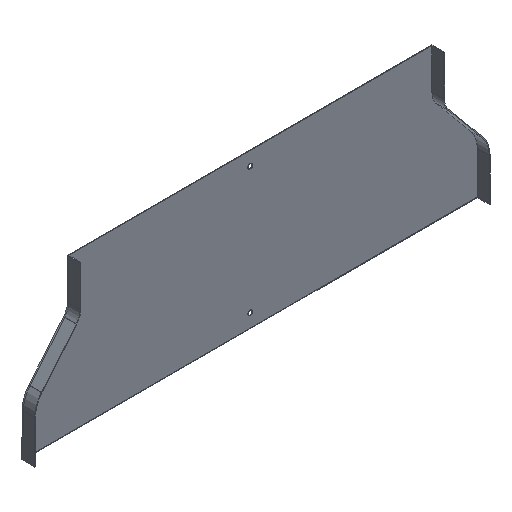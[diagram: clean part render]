
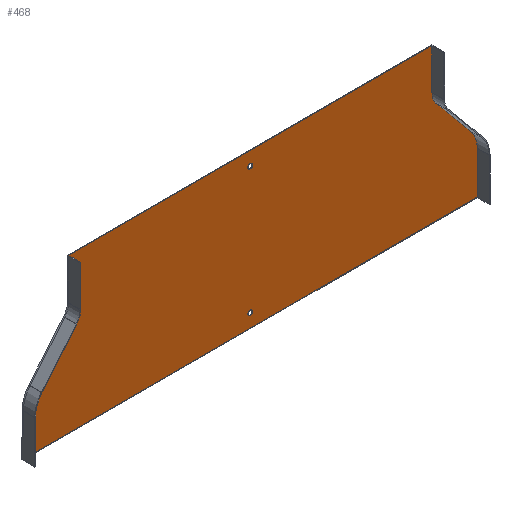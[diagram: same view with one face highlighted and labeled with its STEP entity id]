
A CAD part, isometric view. The second image highlights one B-rep face of the part: STEP entity #468.
In plain terms, the highlighted planar face has unit normal (0, -1, 0).
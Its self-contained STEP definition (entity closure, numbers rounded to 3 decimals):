
#6 = VERTEX_POINT ( 'NONE', #795 ) ;
#38 = VERTEX_POINT ( 'NONE', #747 ) ;
#40 = VERTEX_POINT ( 'NONE', #746 ) ;
#41 = VERTEX_POINT ( 'NONE', #755 ) ;
#42 = VERTEX_POINT ( 'NONE', #745 ) ;
#45 = VERTEX_POINT ( 'NONE', #742 ) ;
#46 = VERTEX_POINT ( 'NONE', #740 ) ;
#50 = VERTEX_POINT ( 'NONE', #734 ) ;
#52 = VERTEX_POINT ( 'NONE', #727 ) ;
#53 = VERTEX_POINT ( 'NONE', #725 ) ;
#54 = VERTEX_POINT ( 'NONE', #642 ) ;
#125 = ORIENTED_EDGE ( 'NONE', *, *, #619, .T. ) ;
#126 = ORIENTED_EDGE ( 'NONE', *, *, #618, .T. ) ;
#127 = ORIENTED_EDGE ( 'NONE', *, *, #617, .T. ) ;
#128 = ORIENTED_EDGE ( 'NONE', *, *, #981, .F. ) ;
#129 = ORIENTED_EDGE ( 'NONE', *, *, #616, .T. ) ;
#130 = ORIENTED_EDGE ( 'NONE', *, *, #615, .T. ) ;
#131 = ORIENTED_EDGE ( 'NONE', *, *, #614, .T. ) ;
#132 = ORIENTED_EDGE ( 'NONE', *, *, #613, .T. ) ;
#133 = ORIENTED_EDGE ( 'NONE', *, *, #612, .T. ) ;
#134 = ORIENTED_EDGE ( 'NONE', *, *, #508, .F. ) ;
#135 = ORIENTED_EDGE ( 'NONE', *, *, #611, .T. ) ;
#136 = ORIENTED_EDGE ( 'NONE', *, *, #610, .T. ) ;
#137 = ORIENTED_EDGE ( 'NONE', *, *, #609, .T. ) ;
#138 = ORIENTED_EDGE ( 'NONE', *, *, #608, .T. ) ;
#207 = EDGE_LOOP ( 'NONE', ( #136, #135, #134, #133, #132, #131, #130, #129, #128, #127, #126, #125 ) ) ;
#210 = EDGE_LOOP ( 'NONE', ( #137 ) ) ;
#225 = EDGE_LOOP ( 'NONE', ( #138 ) ) ;
#242 = FACE_BOUND ( 'NONE', #225, .T. ) ;
#249 = FACE_OUTER_BOUND ( 'NONE', #207, .T. ) ;
#251 = FACE_BOUND ( 'NONE', #210, .T. ) ;
#311 = LINE ( 'NONE', #833, #318 ) ;
#318 = VECTOR ( 'NONE', #820, 1000. ) ;
#369 = LINE ( 'NONE', #683, #381 ) ;
#376 = LINE ( 'NONE', #677, #383 ) ;
#378 = CIRCLE ( 'NONE', #570, 2.5 ) ;
#379 = CIRCLE ( 'NONE', #571, 2.5 ) ;
#380 = CIRCLE ( 'NONE', #572, 18.8 ) ;
#381 = VECTOR ( 'NONE', #698, 1000. ) ;
#382 = CIRCLE ( 'NONE', #573, 18.8 ) ;
#383 = VECTOR ( 'NONE', #676, 1000. ) ;
#384 = LINE ( 'NONE', #709, #386 ) ;
#385 = CIRCLE ( 'NONE', #574, 31.2 ) ;
#386 = VECTOR ( 'NONE', #689, 1000. ) ;
#387 = LINE ( 'NONE', #675, #389 ) ;
#388 = LINE ( 'NONE', #660, #391 ) ;
#389 = VECTOR ( 'NONE', #674, 1000. ) ;
#390 = CIRCLE ( 'NONE', #575, 31.2 ) ;
#391 = VECTOR ( 'NONE', #656, 1000. ) ;
#392 = LINE ( 'NONE', #667, #394 ) ;
#394 = VECTOR ( 'NONE', #666, 1000. ) ;
#402 = LINE ( 'NONE', #654, #404 ) ;
#404 = VECTOR ( 'NONE', #657, 1000. ) ;
#406 = VERTEX_POINT ( 'NONE', #658 ) ;
#407 = VERTEX_POINT ( 'NONE', #659 ) ;
#451 = VERTEX_POINT ( 'NONE', #721 ) ;
#468 = ADVANCED_FACE ( 'NONE', ( #242, #251, #249 ), #942, .F. ) ;
#508 = EDGE_CURVE ( 'NONE', #451, #6, #311, .T. ) ;
#539 = AXIS2_PLACEMENT_3D ( 'NONE', #943, #950, #940 ) ;
#570 = AXIS2_PLACEMENT_3D ( 'NONE', #697, #694, #691 ) ;
#571 = AXIS2_PLACEMENT_3D ( 'NONE', #687, #685, #684 ) ;
#572 = AXIS2_PLACEMENT_3D ( 'NONE', #682, #681, #678 ) ;
#573 = AXIS2_PLACEMENT_3D ( 'NONE', #672, #670, #669 ) ;
#574 = AXIS2_PLACEMENT_3D ( 'NONE', #665, #664, #662 ) ;
#575 = AXIS2_PLACEMENT_3D ( 'NONE', #647, #646, #645 ) ;
#608 = EDGE_CURVE ( 'NONE', #406, #406, #378, .T. ) ;
#609 = EDGE_CURVE ( 'NONE', #407, #407, #379, .T. ) ;
#610 = EDGE_CURVE ( 'NONE', #46, #52, #380, .T. ) ;
#611 = EDGE_CURVE ( 'NONE', #52, #6, #369, .T. ) ;
#612 = EDGE_CURVE ( 'NONE', #451, #50, #376, .T. ) ;
#613 = EDGE_CURVE ( 'NONE', #50, #42, #382, .T. ) ;
#614 = EDGE_CURVE ( 'NONE', #42, #41, #384, .T. ) ;
#615 = EDGE_CURVE ( 'NONE', #41, #40, #385, .T. ) ;
#616 = EDGE_CURVE ( 'NONE', #40, #53, #387, .T. ) ;
#617 = EDGE_CURVE ( 'NONE', #54, #45, #388, .T. ) ;
#618 = EDGE_CURVE ( 'NONE', #45, #38, #390, .T. ) ;
#619 = EDGE_CURVE ( 'NONE', #38, #46, #392, .T. ) ;
#642 = CARTESIAN_POINT ( 'NONE',  ( 250.2, 0., -170. ) ) ;
#645 = DIRECTION ( 'NONE',  ( 0., 0., 1. ) ) ;
#646 = DIRECTION ( 'NONE',  ( 0., -1., 0. ) ) ;
#647 = CARTESIAN_POINT ( 'NONE',  ( 219., 0., -122.965 ) ) ;
#654 = CARTESIAN_POINT ( 'NONE',  ( -251., 0., -170. ) ) ;
#656 = DIRECTION ( 'NONE',  ( 0., 0., 1. ) ) ;
#657 = DIRECTION ( 'NONE',  ( -1., 0., 0. ) ) ;
#658 = CARTESIAN_POINT ( 'NONE',  ( 0., 0., -12.5 ) ) ;
#659 = CARTESIAN_POINT ( 'NONE',  ( 0., 0., -152.5 ) ) ;
#660 = CARTESIAN_POINT ( 'NONE',  ( 250.2, 0., -44.863 ) ) ;
#662 = DIRECTION ( 'NONE',  ( 0., 0., 1. ) ) ;
#664 = DIRECTION ( 'NONE',  ( 0., -1., 0. ) ) ;
#665 = CARTESIAN_POINT ( 'NONE',  ( -219., 0., -122.965 ) ) ;
#666 = DIRECTION ( 'NONE',  ( -0.64, 0., 0.768 ) ) ;
#667 = CARTESIAN_POINT ( 'NONE',  ( 25.049, 0., 158.512 ) ) ;
#669 = DIRECTION ( 'NONE',  ( 0., 0., 1. ) ) ;
#670 = DIRECTION ( 'NONE',  ( 0., 1., 0. ) ) ;
#672 = CARTESIAN_POINT ( 'NONE',  ( -219., 0., -44.863 ) ) ;
#674 = DIRECTION ( 'NONE',  ( 0., 0., -1. ) ) ;
#675 = CARTESIAN_POINT ( 'NONE',  ( -250.2, 0., -44.863 ) ) ;
#676 = DIRECTION ( 'NONE',  ( 0., 0., -1. ) ) ;
#677 = CARTESIAN_POINT ( 'NONE',  ( -200.2, 0., -44.863 ) ) ;
#678 = DIRECTION ( 'NONE',  ( 0., 0., 1. ) ) ;
#681 = DIRECTION ( 'NONE',  ( 0., 1., 0. ) ) ;
#682 = CARTESIAN_POINT ( 'NONE',  ( 219., 0., -44.863 ) ) ;
#683 = CARTESIAN_POINT ( 'NONE',  ( 200.2, 0., -44.863 ) ) ;
#684 = DIRECTION ( 'NONE',  ( 0., 0., 1. ) ) ;
#685 = DIRECTION ( 'NONE',  ( 0., 1., 0. ) ) ;
#687 = CARTESIAN_POINT ( 'NONE',  ( 0., 0., -155. ) ) ;
#689 = DIRECTION ( 'NONE',  ( -0.64, 0., -0.768 ) ) ;
#691 = DIRECTION ( 'NONE',  ( 0., 0., 1. ) ) ;
#694 = DIRECTION ( 'NONE',  ( 0., 1., 0. ) ) ;
#697 = CARTESIAN_POINT ( 'NONE',  ( 0., 0., -15. ) ) ;
#698 = DIRECTION ( 'NONE',  ( 0., 0., 1. ) ) ;
#709 = CARTESIAN_POINT ( 'NONE',  ( -204.557, 0., -56.898 ) ) ;
#721 = CARTESIAN_POINT ( 'NONE',  ( -200.2, 0., 0. ) ) ;
#725 = CARTESIAN_POINT ( 'NONE',  ( -250.2, 0., -170. ) ) ;
#727 = CARTESIAN_POINT ( 'NONE',  ( 200.2, 0., -44.863 ) ) ;
#734 = CARTESIAN_POINT ( 'NONE',  ( -200.2, 0., -44.863 ) ) ;
#740 = CARTESIAN_POINT ( 'NONE',  ( 204.557, 0., -56.898 ) ) ;
#742 = CARTESIAN_POINT ( 'NONE',  ( 250.2, 0., -122.965 ) ) ;
#745 = CARTESIAN_POINT ( 'NONE',  ( -204.557, 0., -56.898 ) ) ;
#746 = CARTESIAN_POINT ( 'NONE',  ( -250.2, 0., -122.965 ) ) ;
#747 = CARTESIAN_POINT ( 'NONE',  ( 242.969, 0., -102.991 ) ) ;
#755 = CARTESIAN_POINT ( 'NONE',  ( -242.969, 0., -102.991 ) ) ;
#795 = CARTESIAN_POINT ( 'NONE',  ( 200.2, 0., 0. ) ) ;
#820 = DIRECTION ( 'NONE',  ( 1., 0., 0. ) ) ;
#833 = CARTESIAN_POINT ( 'NONE',  ( -201., 0., 0. ) ) ;
#940 = DIRECTION ( 'NONE',  ( 0., 0., 1. ) ) ;
#942 = PLANE ( 'NONE',  #539 ) ;
#943 = CARTESIAN_POINT ( 'NONE',  ( -219., 0., -44.863 ) ) ;
#950 = DIRECTION ( 'NONE',  ( 0., 1., 0. ) ) ;
#981 = EDGE_CURVE ( 'NONE', #54, #53, #402, .T. ) ;
